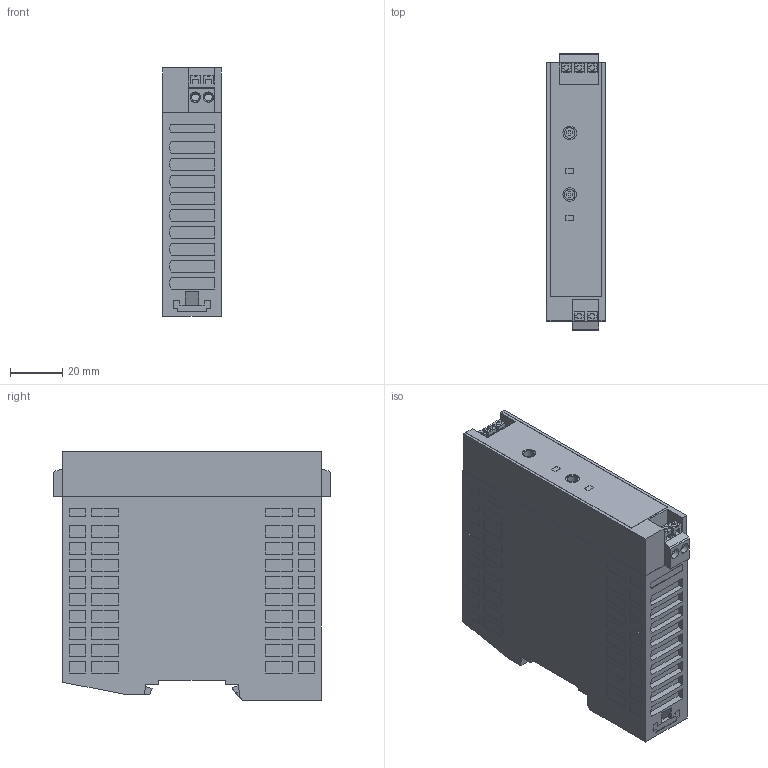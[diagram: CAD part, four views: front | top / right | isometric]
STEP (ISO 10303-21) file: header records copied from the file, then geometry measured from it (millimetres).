
FILE_DESCRIPTION(/* description */ ('STEP AP203'),/* implementation_level */ '2;1');
FILE_NAME(/* name */ '2909575',/* time_stamp */ '2023-05-17T17:48:32+02:00',/* author */ ('License CC BY-ND 4.0'),/* organization */ ('CADENAS'),/* preprocessor_version */ 'ST-DEVELOPER v19.3',/* originating_system */ 'PARTsolutions',/* authorisation */ ' ');
FILE_SCHEMA (('CONFIG_CONTROL_DESIGN'));
Length unit declared in the file: millimetre
Products named in the file (2): 2909575; 2909575_PART1
Assembly tree (1 placements, depth 2):
  2909575
    2909575_PART1
Bounding box: 22.5 x 106 x 95 mm (x, y, z)
Volume: 198185.7 mm3; surface area: 30509.5 mm2
Topology: 1 solids, 1 shells, 707 faces, 1792 edges, 1181 vertices
Faces by surface type: plane 663, cone 25, cylinder 19
Full cylindrical faces by diameter (mm): 4 x7, 5.2 x2
Entity records: 25826 total; most frequent: CARTESIAN_POINT 3791, ORIENTED_EDGE 3554, DIRECTION 3250, EDGE_CURVE 1777, LINE 1654, VECTOR 1654, VERTEX_POINT 1175, EDGE_LOOP 820
